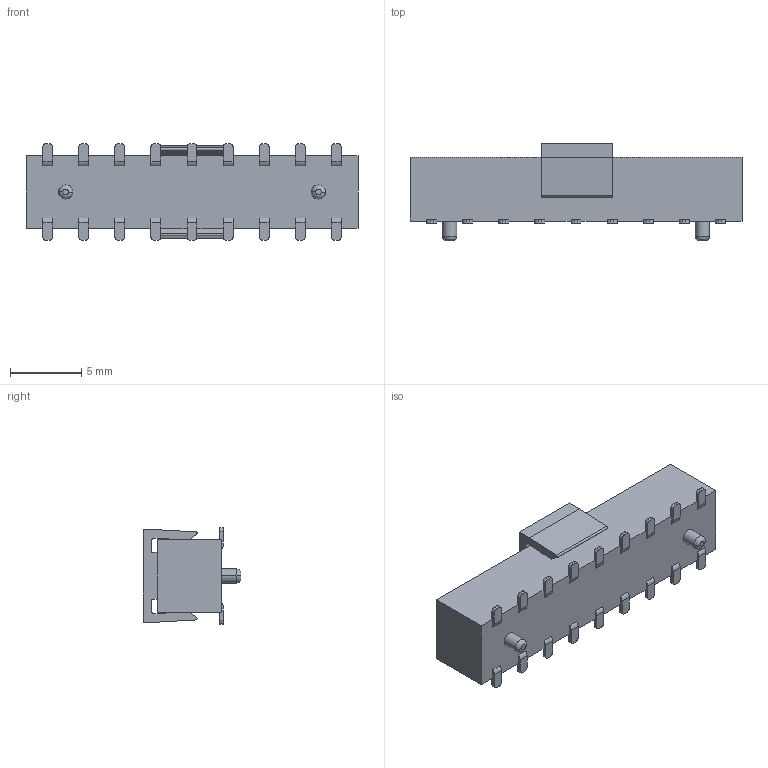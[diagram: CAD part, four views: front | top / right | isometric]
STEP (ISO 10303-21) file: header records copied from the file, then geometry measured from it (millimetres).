
FILE_DESCRIPTION( ('This file contains a STEP AP42 implementation' ,'as created by ZW3D STEP Interface translator.') ,'2;1' );
FILE_NAME( '2145-2XXMXXCUNX2.stp' ,'23 420.133432', (''), ('ZWCAD Software Co.'), 'Version 1.0', 'ZW3D to STEP translator', '' );
FILE_SCHEMA(('AUTOMOTIVE_DESIGN { 1 0 10303 214 1 1 1 1 }'));
Length unit declared in the file: millimetre
Products named in the file (2): 0; 2145-220mxxcunx2
Bounding box: 23.36 x 6.89 x 6.8 mm (x, y, z)
Volume: 455.7 mm3; surface area: 1413.7 mm2
Topology: 1 solids, 17 shells, 1449 faces, 4192 edges, 2720 vertices
Faces by surface type: plane 1021, cylinder 424, bspline 4
Entity records: 49756 total; most frequent: CARTESIAN_POINT 9004, ORIENTED_EDGE 8632, DIRECTION 7812, EDGE_CURVE 4192, VECTOR 3352, LINE 3352, VERTEX_POINT 2720, AXIS2_PLACEMENT_3D 2230
